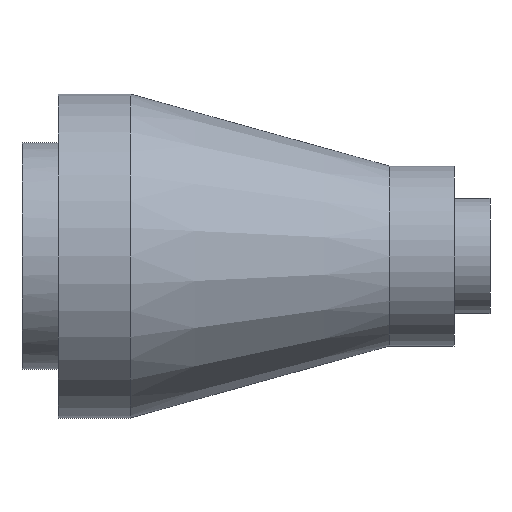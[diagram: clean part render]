
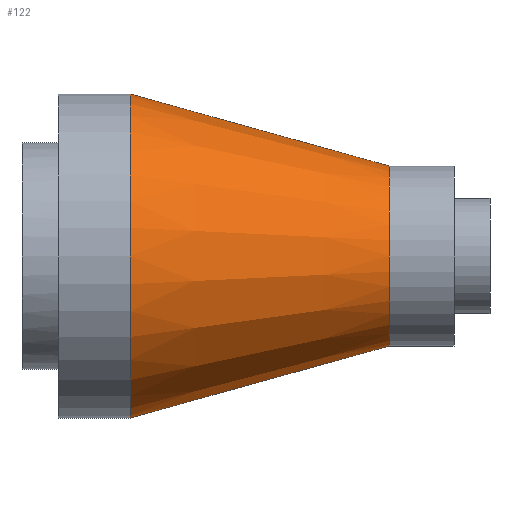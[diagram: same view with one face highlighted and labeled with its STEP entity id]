
A CAD part, front view. The second image highlights one B-rep face of the part: STEP entity #122.
In plain terms, the highlighted conical face has half-angle 15.524 degrees and reference radius 25 mm.
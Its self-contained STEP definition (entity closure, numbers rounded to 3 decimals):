
#122 = ADVANCED_FACE( '', ( #267, #268 ), #269, .T. );
#267 = FACE_OUTER_BOUND( '', #426, .T. );
#268 = FACE_BOUND( '', #427, .T. );
#269 = CONICAL_SURFACE( '', #428, 25., 0.271 );
#426 = EDGE_LOOP( '', ( #718 ) );
#427 = EDGE_LOOP( '', ( #719 ) );
#428 = AXIS2_PLACEMENT_3D( '', #720, #721, #722 );
#718 = ORIENTED_EDGE( '', *, *, #972, .T. );
#719 = ORIENTED_EDGE( '', *, *, #937, .F. );
#720 = CARTESIAN_POINT( '', ( 102., 0., 0. ) );
#721 = DIRECTION( '', ( -1., 0., 0. ) );
#722 = DIRECTION( '', ( 0., 0., 1. ) );
#937 = EDGE_CURVE( '', #1137, #1137, #1138, .T. );
#972 = EDGE_CURVE( '', #1186, #1186, #1187, .T. );
#1137 = VERTEX_POINT( '', #1888 );
#1138 = CIRCLE( '', #1889, 25. );
#1186 = VERTEX_POINT( '', #2039 );
#1187 = CIRCLE( '', #2040, 45. );
#1888 = CARTESIAN_POINT( '', ( 102., 0., -25. ) );
#1889 = AXIS2_PLACEMENT_3D( '', #2253, #2254, #2255 );
#2039 = CARTESIAN_POINT( '', ( 30., 0., -45. ) );
#2040 = AXIS2_PLACEMENT_3D( '', #2304, #2305, #2306 );
#2253 = CARTESIAN_POINT( '', ( 102., 0., 0. ) );
#2254 = DIRECTION( '', ( 1., 0., 0. ) );
#2255 = DIRECTION( '', ( 0., 0., -1. ) );
#2304 = CARTESIAN_POINT( '', ( 30., 0., 0. ) );
#2305 = DIRECTION( '', ( 1., 0., 0. ) );
#2306 = DIRECTION( '', ( 0., 0., -1. ) );
